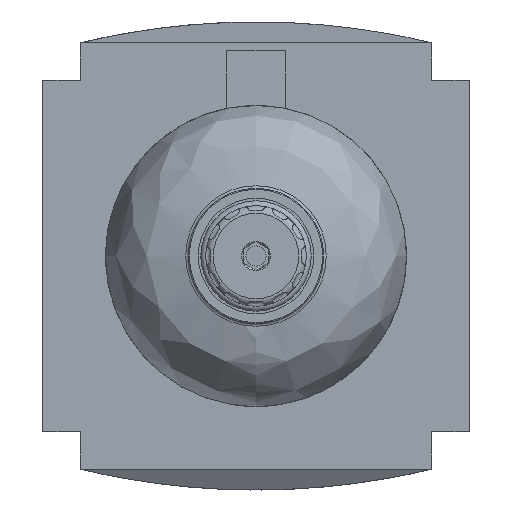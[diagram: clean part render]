
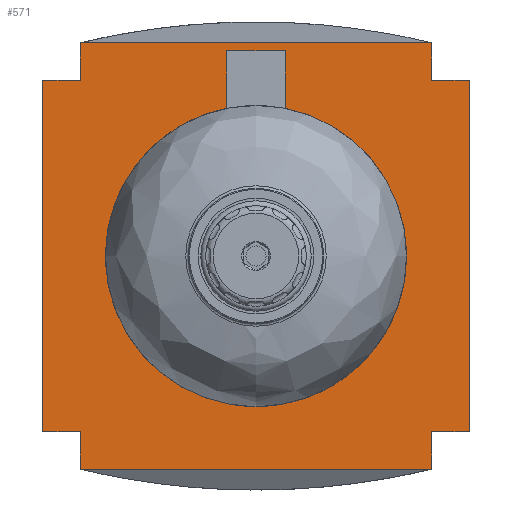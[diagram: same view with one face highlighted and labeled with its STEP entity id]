
A CAD part, front view. The second image highlights one B-rep face of the part: STEP entity #571.
In plain terms, the highlighted planar face has unit normal (0, -1, 0).
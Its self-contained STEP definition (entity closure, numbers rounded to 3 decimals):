
#571 = ADVANCED_FACE( '', ( #1396 ), #1397, .F. );
#1396 = FACE_OUTER_BOUND( '', #2510, .T. );
#1397 = PLANE( '', #2511 );
#2510 = EDGE_LOOP( '', ( #4085, #4086, #4087, #4088, #4089, #4090, #4091, #4092, #4093, #4094, #4095, #4096 ) );
#2511 = AXIS2_PLACEMENT_3D( '', #4097, #4098, #4099 );
#4085 = ORIENTED_EDGE( '', *, *, #7021, .F. );
#4086 = ORIENTED_EDGE( '', *, *, #7022, .F. );
#4087 = ORIENTED_EDGE( '', *, *, #7023, .F. );
#4088 = ORIENTED_EDGE( '', *, *, #7024, .T. );
#4089 = ORIENTED_EDGE( '', *, *, #7025, .F. );
#4090 = ORIENTED_EDGE( '', *, *, #6716, .T. );
#4091 = ORIENTED_EDGE( '', *, *, #7026, .F. );
#4092 = ORIENTED_EDGE( '', *, *, #7027, .T. );
#4093 = ORIENTED_EDGE( '', *, *, #7028, .T. );
#4094 = ORIENTED_EDGE( '', *, *, #7029, .F. );
#4095 = ORIENTED_EDGE( '', *, *, #7030, .F. );
#4096 = ORIENTED_EDGE( '', *, *, #7018, .T. );
#4097 = CARTESIAN_POINT( '', ( 0., -51., 103.36 ) );
#4098 = DIRECTION( '', ( 0., 1., 0. ) );
#4099 = DIRECTION( '', ( 0., 0., 1. ) );
#6716 = EDGE_CURVE( '', #8055, #8056, #8057, .T. );
#7018 = EDGE_CURVE( '', #8566, #8567, #8568, .T. );
#7021 = EDGE_CURVE( '', #8571, #8567, #8572, .T. );
#7022 = EDGE_CURVE( '', #8573, #8571, #8574, .T. );
#7023 = EDGE_CURVE( '', #8575, #8573, #8576, .T. );
#7024 = EDGE_CURVE( '', #8575, #8577, #8578, .T. );
#7025 = EDGE_CURVE( '', #8055, #8577, #8579, .T. );
#7026 = EDGE_CURVE( '', #8580, #8056, #8581, .T. );
#7027 = EDGE_CURVE( '', #8580, #8582, #8583, .T. );
#7028 = EDGE_CURVE( '', #8582, #8584, #8585, .T. );
#7029 = EDGE_CURVE( '', #8586, #8584, #8587, .T. );
#7030 = EDGE_CURVE( '', #8566, #8586, #8588, .T. );
#8055 = VERTEX_POINT( '', #10051 );
#8056 = VERTEX_POINT( '', #10052 );
#8057 = LINE( '', #10053, #10054 );
#8566 = VERTEX_POINT( '', #10911 );
#8567 = VERTEX_POINT( '', #10912 );
#8568 = LINE( '', #10913, #10914 );
#8571 = VERTEX_POINT( '', #10917 );
#8572 = LINE( '', #10918, #10919 );
#8573 = VERTEX_POINT( '', #10920 );
#8574 = LINE( '', #10921, #10922 );
#8575 = VERTEX_POINT( '', #10923 );
#8576 = LINE( '', #10924, #10925 );
#8577 = VERTEX_POINT( '', #10926 );
#8578 = LINE( '', #10927, #10928 );
#8579 = LINE( '', #10929, #10930 );
#8580 = VERTEX_POINT( '', #10931 );
#8581 = LINE( '', #10932, #10933 );
#8582 = VERTEX_POINT( '', #10934 );
#8583 = LINE( '', #10935, #10936 );
#8584 = VERTEX_POINT( '', #10937 );
#8585 = LINE( '', #10938, #10939 );
#8586 = VERTEX_POINT( '', #10940 );
#8587 = LINE( '', #10941, #10942 );
#8588 = LINE( '', #10943, #10944 );
#10051 = CARTESIAN_POINT( '', ( 35., -51., 42.5 ) );
#10052 = CARTESIAN_POINT( '', ( -35., -51., 42.5 ) );
#10053 = CARTESIAN_POINT( '', ( 0., -51., 42.5 ) );
#10054 = VECTOR( '', #13095, 1000. );
#10911 = CARTESIAN_POINT( '', ( -35., -51., -42.5 ) );
#10912 = CARTESIAN_POINT( '', ( 35., -51., -42.5 ) );
#10913 = CARTESIAN_POINT( '', ( 0., -51., -42.5 ) );
#10914 = VECTOR( '', #13409, 1000. );
#10917 = CARTESIAN_POINT( '', ( 35., -51., -35. ) );
#10918 = CARTESIAN_POINT( '', ( 35., -51., 42.5 ) );
#10919 = VECTOR( '', #13413, 1000. );
#10920 = CARTESIAN_POINT( '', ( 42.5, -51., -35. ) );
#10921 = CARTESIAN_POINT( '', ( 42.5, -51., -35. ) );
#10922 = VECTOR( '', #13414, 1000. );
#10923 = CARTESIAN_POINT( '', ( 42.5, -51., 35. ) );
#10924 = CARTESIAN_POINT( '', ( 42.5, -51., 35. ) );
#10925 = VECTOR( '', #13415, 1000. );
#10926 = CARTESIAN_POINT( '', ( 35., -51., 35. ) );
#10927 = CARTESIAN_POINT( '', ( 42.5, -51., 35. ) );
#10928 = VECTOR( '', #13416, 1000. );
#10929 = CARTESIAN_POINT( '', ( 35., -51., 42.5 ) );
#10930 = VECTOR( '', #13417, 1000. );
#10931 = CARTESIAN_POINT( '', ( -35., -51., 35. ) );
#10932 = CARTESIAN_POINT( '', ( -35., -51., -42.5 ) );
#10933 = VECTOR( '', #13418, 1000. );
#10934 = CARTESIAN_POINT( '', ( -42.5, -51., 35. ) );
#10935 = CARTESIAN_POINT( '', ( 42.5, -51., 35. ) );
#10936 = VECTOR( '', #13419, 1000. );
#10937 = CARTESIAN_POINT( '', ( -42.5, -51., -35. ) );
#10938 = CARTESIAN_POINT( '', ( -42.5, -51., 35. ) );
#10939 = VECTOR( '', #13420, 1000. );
#10940 = CARTESIAN_POINT( '', ( -35., -51., -35. ) );
#10941 = CARTESIAN_POINT( '', ( 42.5, -51., -35. ) );
#10942 = VECTOR( '', #13421, 1000. );
#10943 = CARTESIAN_POINT( '', ( -35., -51., -42.5 ) );
#10944 = VECTOR( '', #13422, 1000. );
#13095 = DIRECTION( '', ( -1., 0., 0. ) );
#13409 = DIRECTION( '', ( 1., 0., 0. ) );
#13413 = DIRECTION( '', ( 0., 0., -1. ) );
#13414 = DIRECTION( '', ( -1., 0., 0. ) );
#13415 = DIRECTION( '', ( 0., 0., -1. ) );
#13416 = DIRECTION( '', ( -1., 0., 0. ) );
#13417 = DIRECTION( '', ( 0., 0., -1. ) );
#13418 = DIRECTION( '', ( 0., 0., 1. ) );
#13419 = DIRECTION( '', ( -1., 0., 0. ) );
#13420 = DIRECTION( '', ( 0., 0., -1. ) );
#13421 = DIRECTION( '', ( -1., 0., 0. ) );
#13422 = DIRECTION( '', ( 0., 0., 1. ) );
